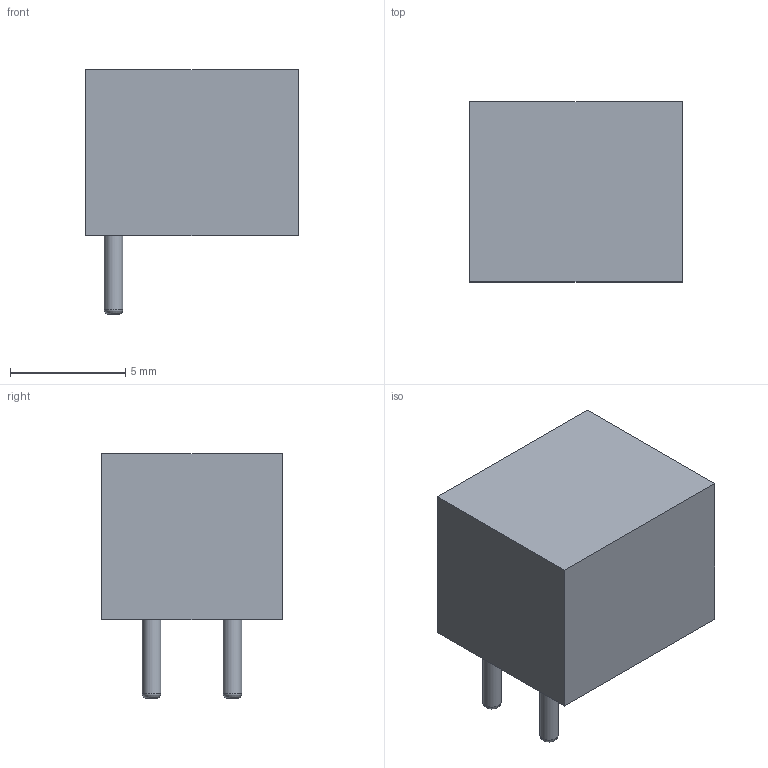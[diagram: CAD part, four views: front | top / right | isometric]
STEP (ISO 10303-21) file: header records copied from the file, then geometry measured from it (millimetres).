
FILE_DESCRIPTION(/* description */ (''),/* implementation_level */ '2;1');
FILE_NAME(/* name */ 'Connector_Degson_3.5_2_15EDGRC.step',/* time_stamp */ '2019-12-10T15:55:02-03:00',/* author */ ('GFF'),/* organization */ (''),/* preprocessor_version */ 'ST-DEVELOPER v17',/* originating_system */ 'Autodesk Inventor 2018',/* authorisation */ '');
FILE_SCHEMA (('AUTOMOTIVE_DESIGN { 1 0 10303 214 3 1 1 }'));
Length unit declared in the file: millimetre
Products named in the file (1): Degson_3.5_2_15EDGRC
Bounding box: 9.2 x 7.8 x 10.6 mm (x, y, z)
Volume: 242.4 mm3; surface area: 720.2 mm2
Topology: 3 solids, 3 shells, 40 faces, 98 edges, 66 vertices
Faces by surface type: plane 36, bspline 2, cylinder 2
Full cylindrical faces by diameter (mm): 0.8 x2
Entity records: 1265 total; most frequent: CARTESIAN_POINT 257, ORIENTED_EDGE 196, DIRECTION 188, EDGE_CURVE 98, LINE 86, VECTOR 86, VERTEX_POINT 66, AXIS2_PLACEMENT_3D 51
